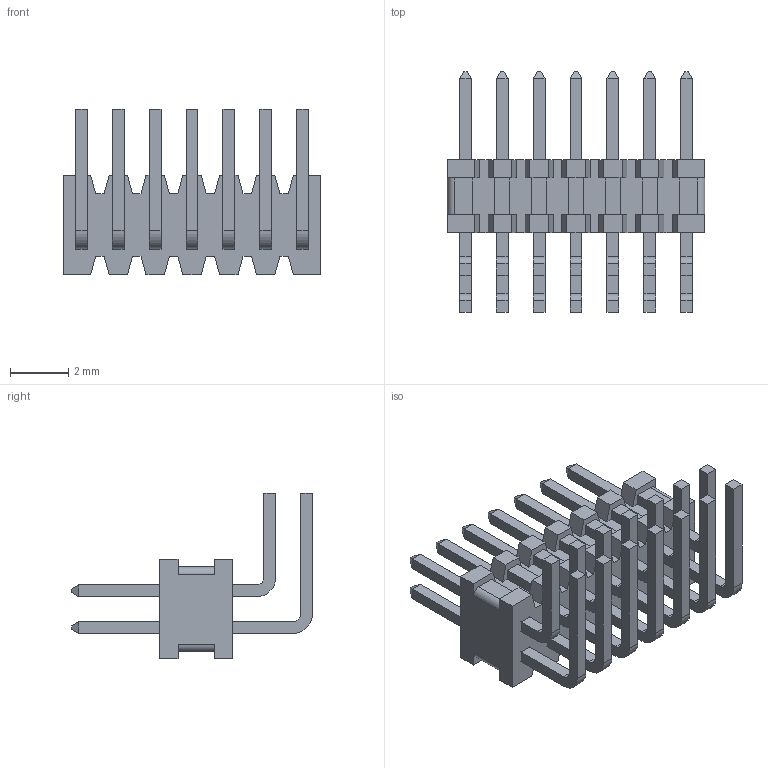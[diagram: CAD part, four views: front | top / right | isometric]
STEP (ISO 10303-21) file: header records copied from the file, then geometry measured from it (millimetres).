
FILE_DESCRIPTION (( 'STEP AP214' ), '1' );
FILE_NAME ('14.STEP', '2020-06-10T11:35:37', ( '' ), ( '' ), 'SwSTEP 2.0', 'SolidWorks 2018', '' );
FILE_SCHEMA (( 'AUTOMOTIVE_DESIGN' ));
Length unit declared in the file: inch
Products named in the file (1): 14
Bounding box: 8.89 x 8.31 x 5.71 mm (x, y, z)
Volume: 81.9 mm3; surface area: 463.9 mm2
Topology: 29 solids, 29 shells, 498 faces, 1264 edges, 824 vertices
Faces by surface type: plane 466, cylinder 32
Entity records: 16628 total; most frequent: CARTESIAN_POINT 2587, ORIENTED_EDGE 2528, DIRECTION 2326, EDGE_CURVE 1264, LINE 1200, VECTOR 1200, VERTEX_POINT 824, AXIS2_PLACEMENT_3D 563
